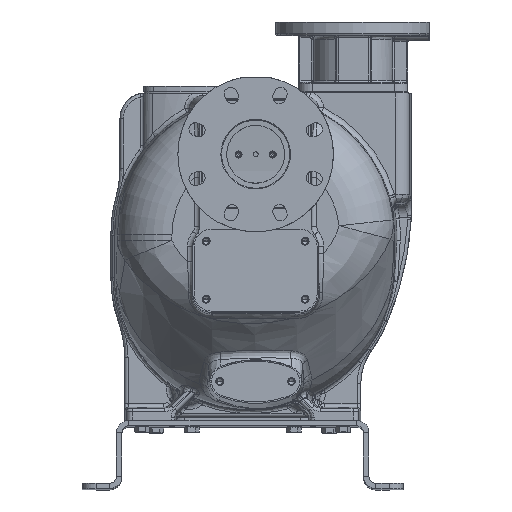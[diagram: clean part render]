
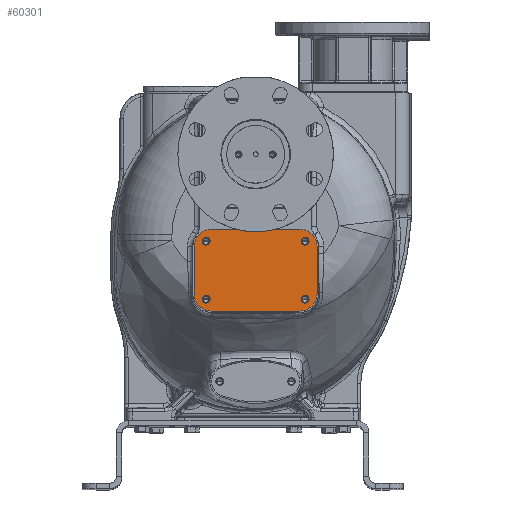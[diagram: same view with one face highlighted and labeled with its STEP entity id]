
A CAD part, top view. The second image highlights one B-rep face of the part: STEP entity #60301.
In plain terms, the highlighted planar face has unit normal (0, 0, 1).
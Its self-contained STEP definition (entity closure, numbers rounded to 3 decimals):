
#59830=CARTESIAN_POINT('',(72.5,42.5,0.));
#59831=DIRECTION('',(0.,0.,-1.));
#59832=DIRECTION('',(1.,0.,0.));
#59833=AXIS2_PLACEMENT_3D('',#59830,#59831,#59832);
#59838=CARTESIAN_POINT('',(72.5,42.5,0.));
#59839=DIRECTION('',(0.,0.,-1.));
#59840=DIRECTION('',(-1.,0.,0.));
#59841=AXIS2_PLACEMENT_3D('',#59838,#59839,#59840);
#59846=CARTESIAN_POINT('',(72.5,-42.5,0.));
#59847=DIRECTION('',(0.,0.,-1.));
#59848=DIRECTION('',(1.,0.,0.));
#59849=AXIS2_PLACEMENT_3D('',#59846,#59847,#59848);
#59854=CARTESIAN_POINT('',(72.5,-42.5,0.));
#59855=DIRECTION('',(0.,0.,-1.));
#59856=DIRECTION('',(-1.,0.,0.));
#59857=AXIS2_PLACEMENT_3D('',#59854,#59855,#59856);
#59862=CARTESIAN_POINT('',(-72.5,42.5,0.));
#59863=DIRECTION('',(0.,0.,-1.));
#59864=DIRECTION('',(1.,0.,0.));
#59865=AXIS2_PLACEMENT_3D('',#59862,#59863,#59864);
#59870=CARTESIAN_POINT('',(-72.5,42.5,0.));
#59871=DIRECTION('',(0.,0.,-1.));
#59872=DIRECTION('',(-1.,0.,0.));
#59873=AXIS2_PLACEMENT_3D('',#59870,#59871,#59872);
#59878=CARTESIAN_POINT('',(-72.5,-42.5,0.));
#59879=DIRECTION('',(0.,0.,-1.));
#59880=DIRECTION('',(1.,0.,0.));
#59881=AXIS2_PLACEMENT_3D('',#59878,#59879,#59880);
#59886=CARTESIAN_POINT('',(-72.5,-42.5,0.));
#59887=DIRECTION('',(0.,0.,-1.));
#59888=DIRECTION('',(-1.,0.,0.));
#59889=AXIS2_PLACEMENT_3D('',#59886,#59887,#59888);
#59894=CARTESIAN_POINT('',(-65.,35.,0.));
#59895=DIRECTION('',(0.,0.,1.));
#59896=DIRECTION('',(0.,1.,0.));
#59897=AXIS2_PLACEMENT_3D('',#59894,#59895,#59896);
#59902=DIRECTION('',(-1.,0.,0.));
#59903=VECTOR('',#59902,130.);
#59904=CARTESIAN_POINT('',(65.,60.,0.));
#59905=LINE('',#59904,#59903);
#59909=CARTESIAN_POINT('',(65.,35.,0.));
#59910=DIRECTION('',(0.,0.,1.));
#59911=DIRECTION('',(1.,0.,0.));
#59912=AXIS2_PLACEMENT_3D('',#59909,#59910,#59911);
#59917=DIRECTION('',(0.,1.,0.));
#59918=VECTOR('',#59917,70.);
#59919=CARTESIAN_POINT('',(90.,-35.,0.));
#59920=LINE('',#59919,#59918);
#59924=CARTESIAN_POINT('',(65.,-35.,0.));
#59925=DIRECTION('',(0.,0.,1.));
#59926=DIRECTION('',(0.,-1.,0.));
#59927=AXIS2_PLACEMENT_3D('',#59924,#59925,#59926);
#59932=DIRECTION('',(1.,0.,0.));
#59933=VECTOR('',#59932,130.);
#59934=CARTESIAN_POINT('',(-65.,-60.,0.));
#59935=LINE('',#59934,#59933);
#59939=CARTESIAN_POINT('',(-65.,-35.,0.));
#59940=DIRECTION('',(0.,0.,1.));
#59941=DIRECTION('',(-1.,0.,0.));
#59942=AXIS2_PLACEMENT_3D('',#59939,#59940,#59941);
#59947=DIRECTION('',(0.,-1.,0.));
#59948=VECTOR('',#59947,70.);
#59949=CARTESIAN_POINT('',(-90.,35.,0.));
#59950=LINE('',#59949,#59948);
#60190=CARTESIAN_POINT('',(78.25,42.5,0.));
#60191=CARTESIAN_POINT('',(66.75,42.5,0.));
#60192=VERTEX_POINT('',#60190);
#60193=VERTEX_POINT('',#60191);
#60194=CARTESIAN_POINT('',(78.25,-42.5,0.));
#60195=CARTESIAN_POINT('',(66.75,-42.5,0.));
#60196=VERTEX_POINT('',#60194);
#60197=VERTEX_POINT('',#60195);
#60198=CARTESIAN_POINT('',(-66.75,42.5,0.));
#60199=CARTESIAN_POINT('',(-78.25,42.5,0.));
#60200=VERTEX_POINT('',#60198);
#60201=VERTEX_POINT('',#60199);
#60202=CARTESIAN_POINT('',(-66.75,-42.5,0.));
#60203=CARTESIAN_POINT('',(-78.25,-42.5,0.));
#60204=VERTEX_POINT('',#60202);
#60205=VERTEX_POINT('',#60203);
#60206=CARTESIAN_POINT('',(-65.,60.,0.));
#60207=CARTESIAN_POINT('',(-90.,35.,0.));
#60208=VERTEX_POINT('',#60206);
#60209=VERTEX_POINT('',#60207);
#60210=CARTESIAN_POINT('',(-90.,-35.,0.));
#60211=VERTEX_POINT('',#60210);
#60212=CARTESIAN_POINT('',(-65.,-60.,0.));
#60213=VERTEX_POINT('',#60212);
#60214=CARTESIAN_POINT('',(65.,-60.,0.));
#60215=VERTEX_POINT('',#60214);
#60216=CARTESIAN_POINT('',(90.,-35.,0.));
#60217=VERTEX_POINT('',#60216);
#60218=CARTESIAN_POINT('',(90.,35.,0.));
#60219=VERTEX_POINT('',#60218);
#60220=CARTESIAN_POINT('',(65.,60.,0.));
#60221=VERTEX_POINT('',#60220);
#60254=CARTESIAN_POINT('',(0.,0.,0.));
#60255=DIRECTION('',(0.,0.,1.));
#60256=DIRECTION('',(1.,0.,0.));
#60257=AXIS2_PLACEMENT_3D('',#60254,#60255,#60256);
#60258=PLANE('',#60257);
#60260=ORIENTED_EDGE('',*,*,#60259,.F.);
#60262=ORIENTED_EDGE('',*,*,#60261,.F.);
#60264=ORIENTED_EDGE('',*,*,#60263,.F.);
#60266=ORIENTED_EDGE('',*,*,#60265,.F.);
#60268=ORIENTED_EDGE('',*,*,#60267,.F.);
#60270=ORIENTED_EDGE('',*,*,#60269,.F.);
#60272=ORIENTED_EDGE('',*,*,#60271,.F.);
#60274=ORIENTED_EDGE('',*,*,#60273,.F.);
#60275=EDGE_LOOP('',(#60260,#60262,#60264,#60266,#60268,#60270,#60272,#60274));
#60276=FACE_OUTER_BOUND('',#60275,.F.);
#60278=ORIENTED_EDGE('',*,*,#60277,.F.);
#60280=ORIENTED_EDGE('',*,*,#60279,.F.);
#60281=EDGE_LOOP('',(#60278,#60280));
#60282=FACE_BOUND('',#60281,.F.);
#60284=ORIENTED_EDGE('',*,*,#60283,.F.);
#60286=ORIENTED_EDGE('',*,*,#60285,.F.);
#60287=EDGE_LOOP('',(#60284,#60286));
#60288=FACE_BOUND('',#60287,.F.);
#60290=ORIENTED_EDGE('',*,*,#60289,.F.);
#60292=ORIENTED_EDGE('',*,*,#60291,.F.);
#60293=EDGE_LOOP('',(#60290,#60292));
#60294=FACE_BOUND('',#60293,.F.);
#60296=ORIENTED_EDGE('',*,*,#60295,.F.);
#60298=ORIENTED_EDGE('',*,*,#60297,.F.);
#60299=EDGE_LOOP('',(#60296,#60298));
#60300=FACE_BOUND('',#60299,.F.);
#59834=CIRCLE('',#59833,5.75);
#59842=CIRCLE('',#59841,5.75);
#59850=CIRCLE('',#59849,5.75);
#59858=CIRCLE('',#59857,5.75);
#59866=CIRCLE('',#59865,5.75);
#59874=CIRCLE('',#59873,5.75);
#59882=CIRCLE('',#59881,5.75);
#59890=CIRCLE('',#59889,5.75);
#59898=CIRCLE('',#59897,25.);
#59913=CIRCLE('',#59912,25.);
#59928=CIRCLE('',#59927,25.);
#59943=CIRCLE('',#59942,25.);
#60259=EDGE_CURVE('',#60208,#60209,#59898,.T.);
#60261=EDGE_CURVE('',#60221,#60208,#59905,.T.);
#60263=EDGE_CURVE('',#60219,#60221,#59913,.T.);
#60265=EDGE_CURVE('',#60217,#60219,#59920,.T.);
#60267=EDGE_CURVE('',#60215,#60217,#59928,.T.);
#60269=EDGE_CURVE('',#60213,#60215,#59935,.T.);
#60271=EDGE_CURVE('',#60211,#60213,#59943,.T.);
#60273=EDGE_CURVE('',#60209,#60211,#59950,.T.);
#60277=EDGE_CURVE('',#60196,#60197,#59850,.T.);
#60279=EDGE_CURVE('',#60197,#60196,#59858,.T.);
#60283=EDGE_CURVE('',#60200,#60201,#59866,.T.);
#60285=EDGE_CURVE('',#60201,#60200,#59874,.T.);
#60289=EDGE_CURVE('',#60204,#60205,#59882,.T.);
#60291=EDGE_CURVE('',#60205,#60204,#59890,.T.);
#60295=EDGE_CURVE('',#60192,#60193,#59834,.T.);
#60297=EDGE_CURVE('',#60193,#60192,#59842,.T.);
#60301=ADVANCED_FACE('',(#60276,#60282,#60288,#60294,#60300),#60258,.T.);
